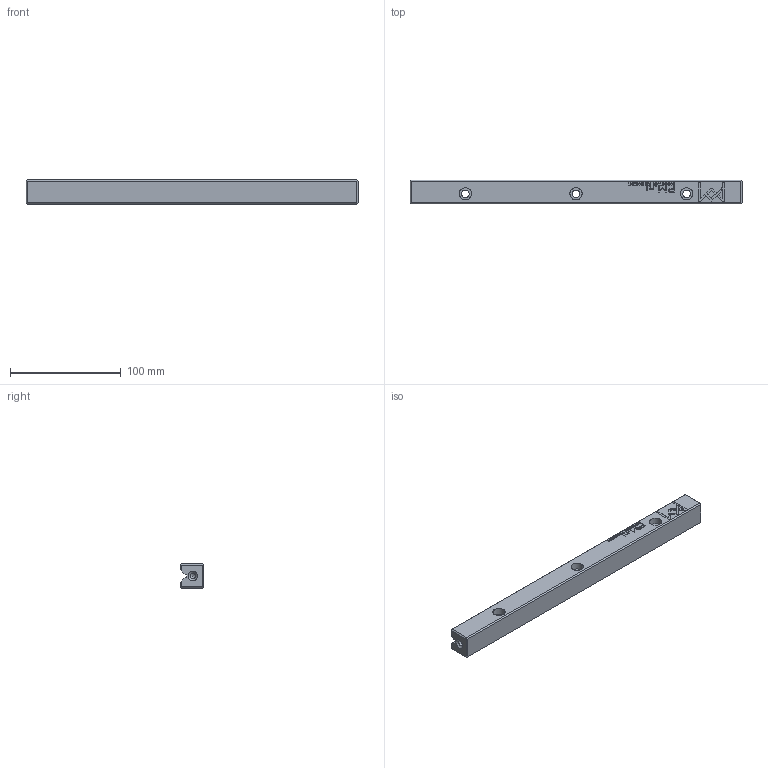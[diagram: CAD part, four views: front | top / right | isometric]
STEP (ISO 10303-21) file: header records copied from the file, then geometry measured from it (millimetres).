
FILE_DESCRIPTION(/* description */ (''),/* implementation_level */ '2;1');
FILE_NAME(/* name */ 'Rail RSDE-9300.stp',/* time_stamp */ '2024-11-14T11:45:46+01:00',/* author */ (''),/* organization */ (''),/* preprocessor_version */ 'ST-DEVELOPER v16.7',/* originating_system */ 'SIEMENS PLM Software NX 12.0',/* authorisation */ '');
FILE_SCHEMA (('AUTOMOTIVE_DESIGN { 1 0 10303 214 3 1 1 1 }'));
Length unit declared in the file: millimetre
Products named in the file (1): Rail RSDE-9300_step_stp
Bounding box: 300 x 21.3 x 22 mm (x, y, z)
Volume: 124918.3 mm3; surface area: 30137 mm2
Topology: 1 solids, 1 shells, 336 faces, 890 edges, 592 vertices
Faces by surface type: plane 228, bspline 90, cone 10, cylinder 8
Full cylindrical faces by diameter (mm): 5.1 x2, 6.8 x3, 11 x3
Entity records: 12676 total; most frequent: CARTESIAN_POINT 3029, ORIENTED_EDGE 1728, DIRECTION 1202, EDGE_CURVE 864, LINE 660, VECTOR 660, VERTEX_POINT 586, EDGE_LOOP 396
